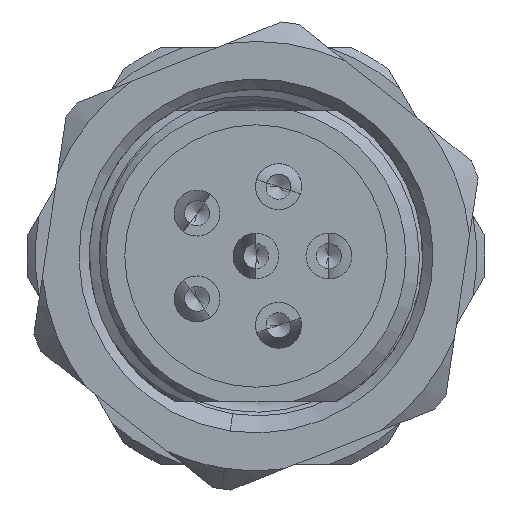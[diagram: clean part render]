
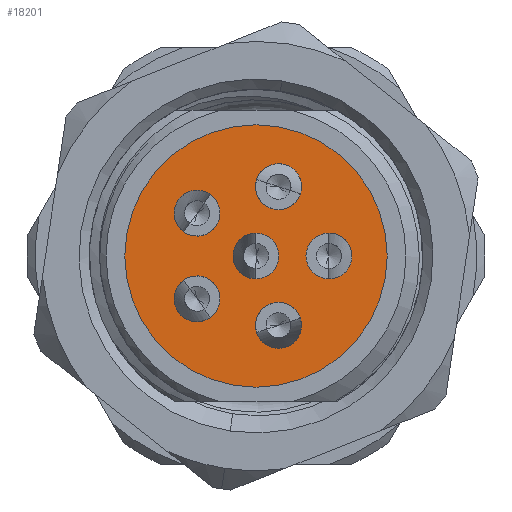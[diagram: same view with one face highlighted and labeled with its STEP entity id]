
A CAD part, left-side view. The second image highlights one B-rep face of the part: STEP entity #18201.
In plain terms, the highlighted planar face has unit normal (-1, 0, 0).
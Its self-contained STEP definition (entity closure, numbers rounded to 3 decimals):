
#27 = DIRECTION ( 'NONE',  ( 0., 0., 1. ) ) ;
#1088 = CARTESIAN_POINT ( 'NONE',  ( -11.3, -0.541, 1.664 ) ) ;
#1292 = DIRECTION ( 'NONE',  ( -1., 0., 0. ) ) ;
#1315 = CARTESIAN_POINT ( 'NONE',  ( -11.3, 1.416, 1.579 ) ) ;
#1367 = VERTEX_POINT ( 'NONE', #15018 ) ;
#1543 = AXIS2_PLACEMENT_3D ( 'NONE', #15920, #3481, #14585 ) ;
#1683 = DIRECTION ( 'NONE',  ( -1., 0., 0. ) ) ;
#2176 = DIRECTION ( 'NONE',  ( 0., 0., 1. ) ) ;
#2659 = DIRECTION ( 'NONE',  ( 0., 0., -1. ) ) ;
#3008 = EDGE_CURVE ( 'NONE', #22688, #18141, #30402, .T. ) ;
#3290 = CIRCLE ( 'NONE', #7981, 0.55 ) ;
#3481 = DIRECTION ( 'NONE',  ( -1., 0., 0. ) ) ;
#3763 = AXIS2_PLACEMENT_3D ( 'NONE', #24917, #12480, #27 ) ;
#3792 = CIRCLE ( 'NONE', #5896, 0.55 ) ;
#4048 = VERTEX_POINT ( 'NONE', #14035 ) ;
#4135 = CIRCLE ( 'NONE', #10941, 0.55 ) ;
#4472 = CARTESIAN_POINT ( 'NONE',  ( -11.3, 1.416, 1.029 ) ) ;
#4672 = CIRCLE ( 'NONE', #22965, 0.55 ) ;
#4914 = ORIENTED_EDGE ( 'NONE', *, *, #29020, .F. ) ;
#5067 = EDGE_LOOP ( 'NONE', ( #24141, #10745 ) ) ;
#5103 = CARTESIAN_POINT ( 'NONE',  ( -11.3, 0., -0.55 ) ) ;
#5778 = VERTEX_POINT ( 'NONE', #1315 ) ;
#5794 = AXIS2_PLACEMENT_3D ( 'NONE', #11871, #31858, #22486 ) ;
#5885 = ORIENTED_EDGE ( 'NONE', *, *, #28829, .F. ) ;
#5896 = AXIS2_PLACEMENT_3D ( 'NONE', #7265, #22022, #22180 ) ;
#5936 = PLANE ( 'NONE',  #26110 ) ;
#6092 = DIRECTION ( 'NONE',  ( -1., 0., 0. ) ) ;
#6405 = AXIS2_PLACEMENT_3D ( 'NONE', #16779, #26771, #21537 ) ;
#6708 = VERTEX_POINT ( 'NONE', #5103 ) ;
#7265 = CARTESIAN_POINT ( 'NONE',  ( -11.3, -0.541, -1.664 ) ) ;
#7289 = DIRECTION ( 'NONE',  ( -1., 0., 0. ) ) ;
#7547 = ORIENTED_EDGE ( 'NONE', *, *, #30301, .F. ) ;
#7731 = ORIENTED_EDGE ( 'NONE', *, *, #22367, .F. ) ;
#7981 = AXIS2_PLACEMENT_3D ( 'NONE', #4472, #1683, #19194 ) ;
#8186 = EDGE_CURVE ( 'NONE', #30040, #12040, #22936, .T. ) ;
#8216 = CARTESIAN_POINT ( 'NONE',  ( -11.3, -0.541, 1.664 ) ) ;
#8342 = AXIS2_PLACEMENT_3D ( 'NONE', #26693, #13451, #30981 ) ;
#8387 = FACE_BOUND ( 'NONE', #29518, .T. ) ;
#8588 = CARTESIAN_POINT ( 'NONE',  ( -11.3, -1.75, -0.55 ) ) ;
#8632 = DIRECTION ( 'NONE',  ( 0., 0., 1. ) ) ;
#8672 = CARTESIAN_POINT ( 'NONE',  ( -11.3, -0.541, -1.664 ) ) ;
#9301 = VERTEX_POINT ( 'NONE', #13531 ) ;
#9389 = DIRECTION ( 'NONE',  ( -1., 0., 0. ) ) ;
#9897 = CIRCLE ( 'NONE', #1543, 0.55 ) ;
#10089 = EDGE_CURVE ( 'NONE', #5778, #4048, #29262, .T. ) ;
#10417 = CIRCLE ( 'NONE', #14608, 3.15 ) ;
#10513 = FACE_BOUND ( 'NONE', #24101, .T. ) ;
#10714 = DIRECTION ( 'NONE',  ( -1., 0., 0. ) ) ;
#10745 = ORIENTED_EDGE ( 'NONE', *, *, #32222, .T. ) ;
#10941 = AXIS2_PLACEMENT_3D ( 'NONE', #1088, #12884, #8632 ) ;
#11011 = EDGE_CURVE ( 'NONE', #9301, #6708, #4672, .T. ) ;
#11149 = VERTEX_POINT ( 'NONE', #8588 ) ;
#11246 = CARTESIAN_POINT ( 'NONE',  ( -11.3, 0., -3.15 ) ) ;
#11349 = CARTESIAN_POINT ( 'NONE',  ( -11.3, -0.541, -2.214 ) ) ;
#11661 = CARTESIAN_POINT ( 'NONE',  ( -11.3, -1.75, 0.55 ) ) ;
#11871 = CARTESIAN_POINT ( 'NONE',  ( -11.3, -1.75, 0. ) ) ;
#12040 = VERTEX_POINT ( 'NONE', #14735 ) ;
#12480 = DIRECTION ( 'NONE',  ( -1., 0., 0. ) ) ;
#12526 = DIRECTION ( 'NONE',  ( 0., 0., 1. ) ) ;
#12639 = EDGE_LOOP ( 'NONE', ( #5885, #13135 ) ) ;
#12884 = DIRECTION ( 'NONE',  ( -1., 0., 0. ) ) ;
#13086 = CIRCLE ( 'NONE', #17264, 0.55 ) ;
#13135 = ORIENTED_EDGE ( 'NONE', *, *, #8186, .F. ) ;
#13307 = ORIENTED_EDGE ( 'NONE', *, *, #18753, .F. ) ;
#13309 = DIRECTION ( 'NONE',  ( -1., 0., 0. ) ) ;
#13451 = DIRECTION ( 'NONE',  ( -1., 0., 0. ) ) ;
#13531 = CARTESIAN_POINT ( 'NONE',  ( -11.3, 0., 0.55 ) ) ;
#13555 = EDGE_CURVE ( 'NONE', #26219, #21410, #10417, .T. ) ;
#13747 = DIRECTION ( 'NONE',  ( 0., 0., 1. ) ) ;
#14035 = CARTESIAN_POINT ( 'NONE',  ( -11.3, 1.416, 0.479 ) ) ;
#14111 = CIRCLE ( 'NONE', #24043, 0.55 ) ;
#14585 = DIRECTION ( 'NONE',  ( 0., 0., 1. ) ) ;
#14608 = AXIS2_PLACEMENT_3D ( 'NONE', #24296, #9389, #2176 ) ;
#14735 = CARTESIAN_POINT ( 'NONE',  ( -11.3, -0.541, -1.114 ) ) ;
#15018 = CARTESIAN_POINT ( 'NONE',  ( -11.3, -0.541, 2.214 ) ) ;
#15082 = VERTEX_POINT ( 'NONE', #26351 ) ;
#15156 = ORIENTED_EDGE ( 'NONE', *, *, #11011, .F. ) ;
#15274 = EDGE_LOOP ( 'NONE', ( #7731, #19880 ) ) ;
#15420 = CARTESIAN_POINT ( 'NONE',  ( -11.3, 1.416, -1.579 ) ) ;
#15443 = CARTESIAN_POINT ( 'NONE',  ( -11.3, 1.416, -0.479 ) ) ;
#15792 = CIRCLE ( 'NONE', #16384, 3.15 ) ;
#15920 = CARTESIAN_POINT ( 'NONE',  ( -11.3, -1.75, 0. ) ) ;
#16384 = AXIS2_PLACEMENT_3D ( 'NONE', #28534, #13309, #30662 ) ;
#16779 = CARTESIAN_POINT ( 'NONE',  ( -11.3, 0., 0. ) ) ;
#16849 = EDGE_CURVE ( 'NONE', #11149, #17098, #9897, .T. ) ;
#17098 = VERTEX_POINT ( 'NONE', #11661 ) ;
#17264 = AXIS2_PLACEMENT_3D ( 'NONE', #8216, #6092, #18195 ) ;
#17908 = ORIENTED_EDGE ( 'NONE', *, *, #3008, .F. ) ;
#18015 = EDGE_CURVE ( 'NONE', #15082, #1367, #4135, .T. ) ;
#18141 = VERTEX_POINT ( 'NONE', #15420 ) ;
#18195 = DIRECTION ( 'NONE',  ( 0., 0., 1. ) ) ;
#18201 = ADVANCED_FACE ( 'NONE', ( #22793, #20821, #8387, #10513, #30501, #28369, #20661 ), #5936, .F. ) ;
#18230 = DIRECTION ( 'NONE',  ( 0., 0., 1. ) ) ;
#18753 = EDGE_CURVE ( 'NONE', #18141, #22688, #14111, .T. ) ;
#19194 = DIRECTION ( 'NONE',  ( 0., 0., 1. ) ) ;
#19880 = ORIENTED_EDGE ( 'NONE', *, *, #16849, .F. ) ;
#20486 = ORIENTED_EDGE ( 'NONE', *, *, #10089, .F. ) ;
#20511 = CIRCLE ( 'NONE', #6405, 0.55 ) ;
#20661 = FACE_OUTER_BOUND ( 'NONE', #5067, .T. ) ;
#20821 = FACE_BOUND ( 'NONE', #15274, .T. ) ;
#21086 = ORIENTED_EDGE ( 'NONE', *, *, #22163, .F. ) ;
#21410 = VERTEX_POINT ( 'NONE', #11246 ) ;
#21537 = DIRECTION ( 'NONE',  ( 0., 0., 1. ) ) ;
#21709 = ORIENTED_EDGE ( 'NONE', *, *, #18015, .F. ) ;
#22022 = DIRECTION ( 'NONE',  ( -1., 0., 0. ) ) ;
#22163 = EDGE_CURVE ( 'NONE', #1367, #15082, #13086, .T. ) ;
#22172 = EDGE_LOOP ( 'NONE', ( #15156, #4914 ) ) ;
#22180 = DIRECTION ( 'NONE',  ( 0., 0., 1. ) ) ;
#22367 = EDGE_CURVE ( 'NONE', #17098, #11149, #28288, .T. ) ;
#22486 = DIRECTION ( 'NONE',  ( 0., 0., 1. ) ) ;
#22688 = VERTEX_POINT ( 'NONE', #15443 ) ;
#22793 = FACE_BOUND ( 'NONE', #22172, .T. ) ;
#22936 = CIRCLE ( 'NONE', #23992, 0.55 ) ;
#22965 = AXIS2_PLACEMENT_3D ( 'NONE', #23319, #10714, #18230 ) ;
#23319 = CARTESIAN_POINT ( 'NONE',  ( -11.3, 0., 0. ) ) ;
#23992 = AXIS2_PLACEMENT_3D ( 'NONE', #8672, #1292, #13747 ) ;
#24043 = AXIS2_PLACEMENT_3D ( 'NONE', #29732, #7289, #12526 ) ;
#24101 = EDGE_LOOP ( 'NONE', ( #20486, #7547 ) ) ;
#24141 = ORIENTED_EDGE ( 'NONE', *, *, #13555, .T. ) ;
#24296 = CARTESIAN_POINT ( 'NONE',  ( -11.3, 0., 0. ) ) ;
#24658 = CARTESIAN_POINT ( 'NONE',  ( -11.3, 0., 3.15 ) ) ;
#24917 = CARTESIAN_POINT ( 'NONE',  ( -11.3, 1.416, -1.029 ) ) ;
#25081 = CARTESIAN_POINT ( 'NONE',  ( -11.3, 3.15, 0. ) ) ;
#26110 = AXIS2_PLACEMENT_3D ( 'NONE', #25081, #30334, #2659 ) ;
#26219 = VERTEX_POINT ( 'NONE', #24658 ) ;
#26351 = CARTESIAN_POINT ( 'NONE',  ( -11.3, -0.541, 1.114 ) ) ;
#26693 = CARTESIAN_POINT ( 'NONE',  ( -11.3, 1.416, 1.029 ) ) ;
#26771 = DIRECTION ( 'NONE',  ( -1., 0., 0. ) ) ;
#26943 = EDGE_LOOP ( 'NONE', ( #17908, #13307 ) ) ;
#28288 = CIRCLE ( 'NONE', #5794, 0.55 ) ;
#28369 = FACE_BOUND ( 'NONE', #26943, .T. ) ;
#28534 = CARTESIAN_POINT ( 'NONE',  ( -11.3, 0., 0. ) ) ;
#28829 = EDGE_CURVE ( 'NONE', #12040, #30040, #3792, .T. ) ;
#29020 = EDGE_CURVE ( 'NONE', #6708, #9301, #20511, .T. ) ;
#29262 = CIRCLE ( 'NONE', #8342, 0.55 ) ;
#29518 = EDGE_LOOP ( 'NONE', ( #21086, #21709 ) ) ;
#29732 = CARTESIAN_POINT ( 'NONE',  ( -11.3, 1.416, -1.029 ) ) ;
#30040 = VERTEX_POINT ( 'NONE', #11349 ) ;
#30301 = EDGE_CURVE ( 'NONE', #4048, #5778, #3290, .T. ) ;
#30334 = DIRECTION ( 'NONE',  ( 1., 0., 0. ) ) ;
#30402 = CIRCLE ( 'NONE', #3763, 0.55 ) ;
#30501 = FACE_BOUND ( 'NONE', #12639, .T. ) ;
#30662 = DIRECTION ( 'NONE',  ( 0., 0., 1. ) ) ;
#30981 = DIRECTION ( 'NONE',  ( 0., 0., 1. ) ) ;
#31858 = DIRECTION ( 'NONE',  ( -1., 0., 0. ) ) ;
#32222 = EDGE_CURVE ( 'NONE', #21410, #26219, #15792, .T. ) ;
